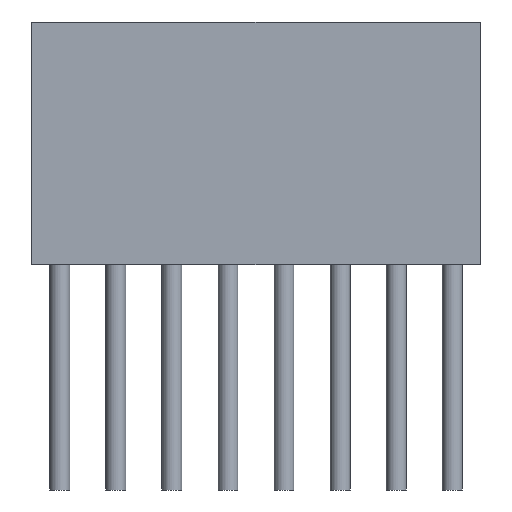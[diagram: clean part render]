
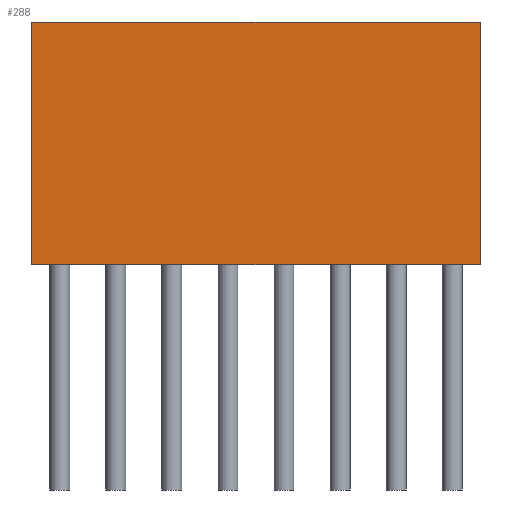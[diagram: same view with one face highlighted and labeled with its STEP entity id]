
A CAD part, front view. The second image highlights one B-rep face of the part: STEP entity #288.
In plain terms, the highlighted planar face has unit normal (0, -1, 0).
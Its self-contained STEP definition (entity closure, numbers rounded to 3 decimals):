
#119 = PLANE('',#120);
#120 = AXIS2_PLACEMENT_3D('',#121,#122,#123);
#121 = CARTESIAN_POINT('',(-0.635,-1.08,0.));
#122 = DIRECTION('',(-1.,0.,0.));
#123 = DIRECTION('',(0.,1.,0.));
#147 = PLANE('',#148);
#148 = AXIS2_PLACEMENT_3D('',#149,#150,#151);
#149 = CARTESIAN_POINT('',(4.445,0.635,5.5));
#150 = DIRECTION('',(-0.,-0.,-1.));
#151 = DIRECTION('',(-1.,0.,0.));
#175 = PLANE('',#176);
#176 = AXIS2_PLACEMENT_3D('',#177,#178,#179);
#177 = CARTESIAN_POINT('',(9.525,2.35,0.));
#178 = DIRECTION('',(1.,0.,-0.));
#179 = DIRECTION('',(0.,-1.,0.));
#201 = PLANE('',#202);
#202 = AXIS2_PLACEMENT_3D('',#203,#204,#205);
#203 = CARTESIAN_POINT('',(4.445,0.635,0.));
#204 = DIRECTION('',(-0.,-0.,-1.));
#205 = DIRECTION('',(-1.,0.,0.));
#218 = VERTEX_POINT('',#219);
#219 = CARTESIAN_POINT('',(9.525,-1.08,5.5));
#240 = EDGE_CURVE('',#241,#218,#243,.T.);
#241 = VERTEX_POINT('',#242);
#242 = CARTESIAN_POINT('',(9.525,-1.08,0.));
#243 = SURFACE_CURVE('',#244,(#248,#255),.PCURVE_S1.);
#244 = LINE('',#245,#246);
#245 = CARTESIAN_POINT('',(9.525,-1.08,0.));
#246 = VECTOR('',#247,1.);
#247 = DIRECTION('',(0.,0.,1.));
#248 = PCURVE('',#175,#249);
#249 = DEFINITIONAL_REPRESENTATION('',(#250),#254);
#250 = LINE('',#251,#252);
#251 = CARTESIAN_POINT('',(3.43,0.));
#252 = VECTOR('',#253,1.);
#253 = DIRECTION('',(0.,-1.));
#254 = ( GEOMETRIC_REPRESENTATION_CONTEXT(2) 
PARAMETRIC_REPRESENTATION_CONTEXT() REPRESENTATION_CONTEXT('2D SPACE',''
  ) );
#255 = PCURVE('',#256,#261);
#256 = PLANE('',#257);
#257 = AXIS2_PLACEMENT_3D('',#258,#259,#260);
#258 = CARTESIAN_POINT('',(9.525,-1.08,0.));
#259 = DIRECTION('',(0.,-1.,0.));
#260 = DIRECTION('',(-1.,0.,0.));
#261 = DEFINITIONAL_REPRESENTATION('',(#262),#266);
#262 = LINE('',#263,#264);
#263 = CARTESIAN_POINT('',(0.,-0.));
#264 = VECTOR('',#265,1.);
#265 = DIRECTION('',(0.,-1.));
#266 = ( GEOMETRIC_REPRESENTATION_CONTEXT(2) 
PARAMETRIC_REPRESENTATION_CONTEXT() REPRESENTATION_CONTEXT('2D SPACE',''
  ) );
#288 = ADVANCED_FACE('',(#289),#256,.T.);
#289 = FACE_BOUND('',#290,.T.);
#290 = EDGE_LOOP('',(#291,#292,#315,#338));
#291 = ORIENTED_EDGE('',*,*,#240,.T.);
#292 = ORIENTED_EDGE('',*,*,#293,.T.);
#293 = EDGE_CURVE('',#218,#294,#296,.T.);
#294 = VERTEX_POINT('',#295);
#295 = CARTESIAN_POINT('',(-0.635,-1.08,5.5));
#296 = SURFACE_CURVE('',#297,(#301,#308),.PCURVE_S1.);
#297 = LINE('',#298,#299);
#298 = CARTESIAN_POINT('',(9.525,-1.08,5.5));
#299 = VECTOR('',#300,1.);
#300 = DIRECTION('',(-1.,0.,0.));
#301 = PCURVE('',#256,#302);
#302 = DEFINITIONAL_REPRESENTATION('',(#303),#307);
#303 = LINE('',#304,#305);
#304 = CARTESIAN_POINT('',(0.,-5.5));
#305 = VECTOR('',#306,1.);
#306 = DIRECTION('',(1.,0.));
#307 = ( GEOMETRIC_REPRESENTATION_CONTEXT(2) 
PARAMETRIC_REPRESENTATION_CONTEXT() REPRESENTATION_CONTEXT('2D SPACE',''
  ) );
#308 = PCURVE('',#147,#309);
#309 = DEFINITIONAL_REPRESENTATION('',(#310),#314);
#310 = LINE('',#311,#312);
#311 = CARTESIAN_POINT('',(-5.08,-1.715));
#312 = VECTOR('',#313,1.);
#313 = DIRECTION('',(1.,0.));
#314 = ( GEOMETRIC_REPRESENTATION_CONTEXT(2) 
PARAMETRIC_REPRESENTATION_CONTEXT() REPRESENTATION_CONTEXT('2D SPACE',''
  ) );
#315 = ORIENTED_EDGE('',*,*,#316,.F.);
#316 = EDGE_CURVE('',#317,#294,#319,.T.);
#317 = VERTEX_POINT('',#318);
#318 = CARTESIAN_POINT('',(-0.635,-1.08,0.));
#319 = SURFACE_CURVE('',#320,(#324,#331),.PCURVE_S1.);
#320 = LINE('',#321,#322);
#321 = CARTESIAN_POINT('',(-0.635,-1.08,0.));
#322 = VECTOR('',#323,1.);
#323 = DIRECTION('',(0.,0.,1.));
#324 = PCURVE('',#256,#325);
#325 = DEFINITIONAL_REPRESENTATION('',(#326),#330);
#326 = LINE('',#327,#328);
#327 = CARTESIAN_POINT('',(10.16,0.));
#328 = VECTOR('',#329,1.);
#329 = DIRECTION('',(0.,-1.));
#330 = ( GEOMETRIC_REPRESENTATION_CONTEXT(2) 
PARAMETRIC_REPRESENTATION_CONTEXT() REPRESENTATION_CONTEXT('2D SPACE',''
  ) );
#331 = PCURVE('',#119,#332);
#332 = DEFINITIONAL_REPRESENTATION('',(#333),#337);
#333 = LINE('',#334,#335);
#334 = CARTESIAN_POINT('',(0.,0.));
#335 = VECTOR('',#336,1.);
#336 = DIRECTION('',(0.,-1.));
#337 = ( GEOMETRIC_REPRESENTATION_CONTEXT(2) 
PARAMETRIC_REPRESENTATION_CONTEXT() REPRESENTATION_CONTEXT('2D SPACE',''
  ) );
#338 = ORIENTED_EDGE('',*,*,#339,.F.);
#339 = EDGE_CURVE('',#241,#317,#340,.T.);
#340 = SURFACE_CURVE('',#341,(#345,#352),.PCURVE_S1.);
#341 = LINE('',#342,#343);
#342 = CARTESIAN_POINT('',(9.525,-1.08,0.));
#343 = VECTOR('',#344,1.);
#344 = DIRECTION('',(-1.,0.,0.));
#345 = PCURVE('',#256,#346);
#346 = DEFINITIONAL_REPRESENTATION('',(#347),#351);
#347 = LINE('',#348,#349);
#348 = CARTESIAN_POINT('',(0.,-0.));
#349 = VECTOR('',#350,1.);
#350 = DIRECTION('',(1.,0.));
#351 = ( GEOMETRIC_REPRESENTATION_CONTEXT(2) 
PARAMETRIC_REPRESENTATION_CONTEXT() REPRESENTATION_CONTEXT('2D SPACE',''
  ) );
#352 = PCURVE('',#201,#353);
#353 = DEFINITIONAL_REPRESENTATION('',(#354),#358);
#354 = LINE('',#355,#356);
#355 = CARTESIAN_POINT('',(-5.08,-1.715));
#356 = VECTOR('',#357,1.);
#357 = DIRECTION('',(1.,0.));
#358 = ( GEOMETRIC_REPRESENTATION_CONTEXT(2) 
PARAMETRIC_REPRESENTATION_CONTEXT() REPRESENTATION_CONTEXT('2D SPACE',''
  ) );
